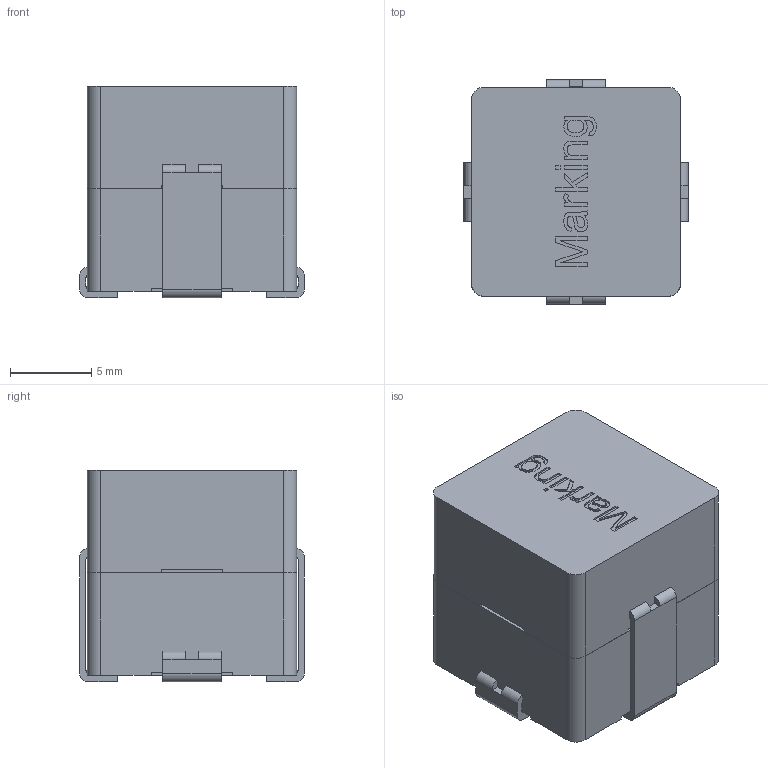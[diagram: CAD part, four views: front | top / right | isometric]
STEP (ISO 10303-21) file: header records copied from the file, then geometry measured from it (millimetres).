
FILE_DESCRIPTION(/* description */ ('Unknown'),/* implementation_level */ '2;1');
FILE_NAME(/* name */ '74434xxxxx',/* time_stamp */ '2019-08-30T08:47:44+02:00',/* author */ ('Unknown'),/* organization */ ('Unknown'),/* preprocessor_version */ 'ST-DEVELOPER v16.7',/* originating_system */ 'DEX',/* authorisation */ $);
FILE_SCHEMA (('AUTOMOTIVE_DESIGN {1 0 10303 214 3 1 1}'));
Length unit declared in the file: millimetre
Products named in the file (3): 74434xxxxx; Corpus; Corpus_1
Assembly tree (2 placements, depth 2):
  74434xxxxx
    Corpus
    Corpus_1
Bounding box: 13.79 x 13.79 x 13 mm (x, y, z)
Volume: 2096.1 mm3; surface area: 1516.9 mm2
Topology: 2 solids, 2 shells, 184 faces, 502 edges, 332 vertices
Faces by surface type: plane 140, cylinder 28, bspline 16
Entity records: 7792 total; most frequent: CARTESIAN_POINT 2000, ORIENTED_EDGE 1002, DIRECTION 783, EDGE_CURVE 501, VERTEX_POINT 332, LINE 313, VECTOR 313, AXIS2_PLACEMENT_3D 235
